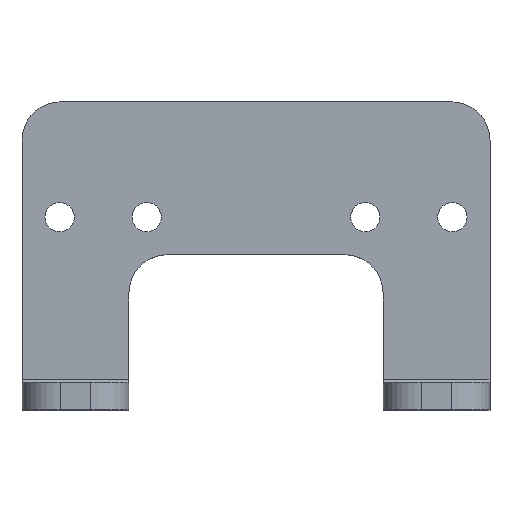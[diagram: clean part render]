
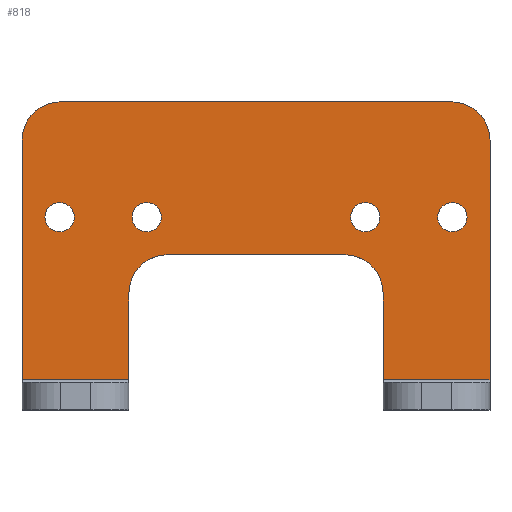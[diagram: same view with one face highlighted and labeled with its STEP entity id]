
A CAD part, top view. The second image highlights one B-rep face of the part: STEP entity #818.
In plain terms, the highlighted planar face has unit normal (0, 0, 1).
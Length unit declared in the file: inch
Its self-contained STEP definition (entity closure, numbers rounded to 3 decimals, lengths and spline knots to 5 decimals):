
#27=CARTESIAN_POINT('',(-0.3,0.38329,-0.01));
#28=DIRECTION('',(0.,0.,-1.));
#29=DIRECTION('',(0.,1.,0.));
#30=AXIS2_PLACEMENT_3D('',#27,#28,#29);
#118=DIRECTION('',(0.,-1.,0.));
#119=VECTOR('',#118,0.28329);
#120=CARTESIAN_POINT('',(-1.006,0.38329,-0.01));
#121=LINE('',#120,#119);
#135=CARTESIAN_POINT('',(-0.881,0.38329,-0.01));
#136=DIRECTION('',(0.,0.,-1.));
#137=DIRECTION('',(-1.,0.,0.));
#138=AXIS2_PLACEMENT_3D('',#135,#136,#137);
#144=DIRECTION('',(-1.,0.,0.));
#145=VECTOR('',#144,0.581);
#146=CARTESIAN_POINT('',(-0.3,0.50829,-0.01));
#147=LINE('',#146,#145);
#148=DIRECTION('',(0.,1.,0.));
#149=VECTOR('',#148,0.78329);
#150=CARTESIAN_POINT('',(-1.356,0.1,-0.01));
#151=LINE('',#150,#149);
#152=DIRECTION('',(0.,1.,0.));
#153=VECTOR('',#152,0.78329);
#154=CARTESIAN_POINT('',(0.175,0.1,-0.01));
#155=LINE('',#154,#153);
#156=DIRECTION('',(1.,0.,0.));
#157=VECTOR('',#156,0.35);
#158=CARTESIAN_POINT('',(-0.175,0.1,-0.01));
#159=LINE('',#158,#157);
#160=DIRECTION('',(0.,-1.,0.));
#161=VECTOR('',#160,0.28329);
#162=CARTESIAN_POINT('',(-0.175,0.38329,-0.01));
#163=LINE('',#162,#161);
#164=CARTESIAN_POINT('',(-0.948,0.63129,-0.01));
#165=DIRECTION('',(0.,0.,1.));
#166=DIRECTION('',(0.,1.,0.));
#167=AXIS2_PLACEMENT_3D('',#164,#165,#166);
#169=CARTESIAN_POINT('',(-0.948,0.63129,-0.01));
#170=DIRECTION('',(0.,0.,1.));
#171=DIRECTION('',(0.,-1.,0.));
#172=AXIS2_PLACEMENT_3D('',#169,#170,#171);
#174=CARTESIAN_POINT('',(0.052,0.63129,-0.01));
#175=DIRECTION('',(0.,0.,1.));
#176=DIRECTION('',(0.,1.,0.));
#177=AXIS2_PLACEMENT_3D('',#174,#175,#176);
#179=CARTESIAN_POINT('',(0.052,0.63129,-0.01));
#180=DIRECTION('',(0.,0.,1.));
#181=DIRECTION('',(0.,-1.,0.));
#182=AXIS2_PLACEMENT_3D('',#179,#180,#181);
#184=CARTESIAN_POINT('',(-1.233,0.63129,-0.01));
#185=DIRECTION('',(0.,0.,1.));
#186=DIRECTION('',(1.,0.,0.));
#187=AXIS2_PLACEMENT_3D('',#184,#185,#186);
#189=CARTESIAN_POINT('',(-1.233,0.63129,-0.01));
#190=DIRECTION('',(0.,0.,1.));
#191=DIRECTION('',(-1.,0.,0.));
#192=AXIS2_PLACEMENT_3D('',#189,#190,#191);
#194=CARTESIAN_POINT('',(-0.233,0.63129,-0.01));
#195=DIRECTION('',(0.,0.,1.));
#196=DIRECTION('',(1.,0.,0.));
#197=AXIS2_PLACEMENT_3D('',#194,#195,#196);
#199=CARTESIAN_POINT('',(-0.233,0.63129,-0.01));
#200=DIRECTION('',(0.,0.,1.));
#201=DIRECTION('',(-1.,0.,0.));
#202=AXIS2_PLACEMENT_3D('',#199,#200,#201);
#204=DIRECTION('',(1.,0.,0.));
#205=VECTOR('',#204,0.35);
#206=CARTESIAN_POINT('',(-1.356,0.1,-0.01));
#207=LINE('',#206,#205);
#319=CARTESIAN_POINT('',(-1.231,0.88329,-0.01));
#320=DIRECTION('',(0.,0.,1.));
#321=DIRECTION('',(0.,1.,0.));
#322=AXIS2_PLACEMENT_3D('',#319,#320,#321);
#324=DIRECTION('',(-1.,0.,0.));
#325=VECTOR('',#324,1.281);
#326=CARTESIAN_POINT('',(0.05,1.00829,-0.01));
#327=LINE('',#326,#325);
#341=CARTESIAN_POINT('',(0.05,0.88329,-0.01));
#342=DIRECTION('',(0.,0.,1.));
#343=DIRECTION('',(1.,0.,0.));
#344=AXIS2_PLACEMENT_3D('',#341,#342,#343);
#489=CARTESIAN_POINT('',(-0.175,0.1,-0.01));
#490=CARTESIAN_POINT('',(0.175,0.1,-0.01));
#491=VERTEX_POINT('',#489);
#492=VERTEX_POINT('',#490);
#505=CARTESIAN_POINT('',(-0.948,0.67929,-0.01));
#506=CARTESIAN_POINT('',(-0.948,0.58329,-0.01));
#507=VERTEX_POINT('',#505);
#508=VERTEX_POINT('',#506);
#509=CARTESIAN_POINT('',(0.052,0.67929,-0.01));
#510=CARTESIAN_POINT('',(0.052,0.58329,-0.01));
#511=VERTEX_POINT('',#509);
#512=VERTEX_POINT('',#510);
#521=CARTESIAN_POINT('',(-1.356,0.1,-0.01));
#523=VERTEX_POINT('',#521);
#529=CARTESIAN_POINT('',(-1.006,0.1,-0.01));
#531=VERTEX_POINT('',#529);
#577=CARTESIAN_POINT('',(-1.356,0.88329,-0.01));
#579=VERTEX_POINT('',#577);
#583=CARTESIAN_POINT('',(-1.231,1.00829,-0.01));
#584=VERTEX_POINT('',#583);
#585=CARTESIAN_POINT('',(0.05,1.00829,-0.01));
#587=VERTEX_POINT('',#585);
#591=CARTESIAN_POINT('',(0.175,0.88329,-0.01));
#592=VERTEX_POINT('',#591);
#593=CARTESIAN_POINT('',(-1.185,0.63129,-0.01));
#594=CARTESIAN_POINT('',(-1.281,0.63129,-0.01));
#595=VERTEX_POINT('',#593);
#596=VERTEX_POINT('',#594);
#597=CARTESIAN_POINT('',(-0.185,0.63129,-0.01));
#598=CARTESIAN_POINT('',(-0.281,0.63129,-0.01));
#599=VERTEX_POINT('',#597);
#600=VERTEX_POINT('',#598);
#610=CARTESIAN_POINT('',(-0.175,0.38329,-0.01));
#612=VERTEX_POINT('',#610);
#614=CARTESIAN_POINT('',(-0.3,0.50829,-0.01));
#616=VERTEX_POINT('',#614);
#618=CARTESIAN_POINT('',(-0.881,0.50829,-0.01));
#620=VERTEX_POINT('',#618);
#622=CARTESIAN_POINT('',(-1.006,0.38329,-0.01));
#624=VERTEX_POINT('',#622);
#768=CARTESIAN_POINT('',(-0.175,0.08429,-0.01));
#769=DIRECTION('',(0.,0.,1.));
#770=DIRECTION('',(0.,1.,0.));
#771=AXIS2_PLACEMENT_3D('',#768,#769,#770);
#772=PLANE('',#771);
#773=ORIENTED_EDGE('',*,*,#763,.T.);
#774=ORIENTED_EDGE('',*,*,#750,.F.);
#775=ORIENTED_EDGE('',*,*,#736,.T.);
#777=ORIENTED_EDGE('',*,*,#776,.F.);
#779=ORIENTED_EDGE('',*,*,#778,.T.);
#781=ORIENTED_EDGE('',*,*,#780,.F.);
#783=ORIENTED_EDGE('',*,*,#782,.F.);
#785=ORIENTED_EDGE('',*,*,#784,.F.);
#787=ORIENTED_EDGE('',*,*,#786,.F.);
#789=ORIENTED_EDGE('',*,*,#788,.F.);
#790=ORIENTED_EDGE('',*,*,#632,.F.);
#791=ORIENTED_EDGE('',*,*,#659,.F.);
#792=EDGE_LOOP('',(#773,#774,#775,#777,#779,#781,#783,#785,#787,#789,#790,
#791));
#793=FACE_OUTER_BOUND('',#792,.F.);
#795=ORIENTED_EDGE('',*,*,#794,.T.);
#797=ORIENTED_EDGE('',*,*,#796,.T.);
#798=EDGE_LOOP('',(#795,#797));
#799=FACE_BOUND('',#798,.F.);
#801=ORIENTED_EDGE('',*,*,#800,.T.);
#803=ORIENTED_EDGE('',*,*,#802,.T.);
#804=EDGE_LOOP('',(#801,#803));
#805=FACE_BOUND('',#804,.F.);
#807=ORIENTED_EDGE('',*,*,#806,.T.);
#809=ORIENTED_EDGE('',*,*,#808,.T.);
#810=EDGE_LOOP('',(#807,#809));
#811=FACE_BOUND('',#810,.F.);
#813=ORIENTED_EDGE('',*,*,#812,.T.);
#815=ORIENTED_EDGE('',*,*,#814,.T.);
#816=EDGE_LOOP('',(#813,#815));
#817=FACE_BOUND('',#816,.F.);
#818=ADVANCED_FACE('',(#793,#799,#805,#811,#817),#772,.T.);
#31=CIRCLE('',#30,0.125);
#139=CIRCLE('',#138,0.125);
#168=CIRCLE('',#167,0.048);
#173=CIRCLE('',#172,0.048);
#178=CIRCLE('',#177,0.048);
#183=CIRCLE('',#182,0.048);
#188=CIRCLE('',#187,0.048);
#193=CIRCLE('',#192,0.048);
#198=CIRCLE('',#197,0.048);
#203=CIRCLE('',#202,0.048);
#323=CIRCLE('',#322,0.125);
#345=CIRCLE('',#344,0.125);
#632=EDGE_CURVE('',#612,#491,#163,.T.);
#659=EDGE_CURVE('',#616,#612,#31,.T.);
#736=EDGE_CURVE('',#624,#531,#121,.T.);
#750=EDGE_CURVE('',#624,#620,#139,.T.);
#763=EDGE_CURVE('',#616,#620,#147,.T.);
#776=EDGE_CURVE('',#523,#531,#207,.T.);
#778=EDGE_CURVE('',#523,#579,#151,.T.);
#780=EDGE_CURVE('',#584,#579,#323,.T.);
#782=EDGE_CURVE('',#587,#584,#327,.T.);
#784=EDGE_CURVE('',#592,#587,#345,.T.);
#786=EDGE_CURVE('',#492,#592,#155,.T.);
#788=EDGE_CURVE('',#491,#492,#159,.T.);
#794=EDGE_CURVE('',#507,#508,#168,.T.);
#796=EDGE_CURVE('',#508,#507,#173,.T.);
#800=EDGE_CURVE('',#511,#512,#178,.T.);
#802=EDGE_CURVE('',#512,#511,#183,.T.);
#806=EDGE_CURVE('',#595,#596,#188,.T.);
#808=EDGE_CURVE('',#596,#595,#193,.T.);
#812=EDGE_CURVE('',#599,#600,#198,.T.);
#814=EDGE_CURVE('',#600,#599,#203,.T.);
